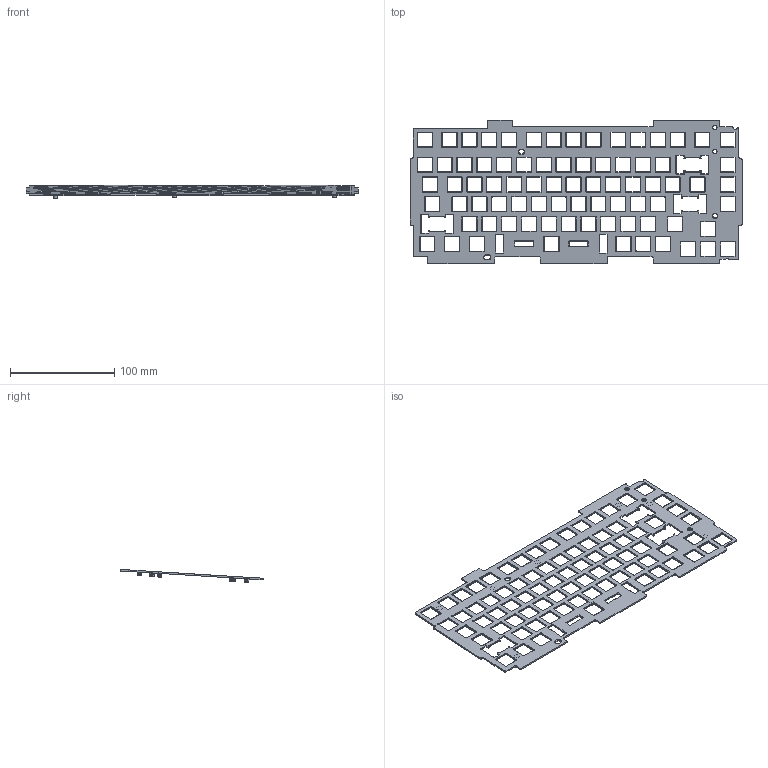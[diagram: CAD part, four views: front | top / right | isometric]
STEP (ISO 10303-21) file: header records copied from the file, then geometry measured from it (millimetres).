
FILE_DESCRIPTION((''),'2;1');
FILE_NAME('PCBA_WITH_CAPS_ASM_9_ASM_1_ASM__ASM','2024-01-29T18:08:47',('55381'),(''),'CREO PARAMETRIC BY PTC INC, 2019010','CREO PARAMETRIC BY PTC INC, 2019010','');
FILE_SCHEMA(('CONFIG_CONTROL_DESIGN','SHAPE_APPEARANCE_LAYERS_GROUPS'));
Products named in the file (3): CK8891_87KEY_2_15_24__1_4_9; ALUMINUM-STUD_1_10; PCBA_WITH_CAPS_ASM_9_ASM_1_ASM__ASM
Assembly tree (9 placements, depth 2):
  PCBA_WITH_CAPS_ASM_9_ASM_1_ASM__ASM
    CK8891_87KEY_2_15_24__1_4_9
    ALUMINUM-STUD_1_10  x8
Bounding box: 318.3 x 137.33 x 12.63 mm (x, y, z)
Volume: 35661.7 mm3; surface area: 56329.6 mm2
Topology: 9 solids, 9 shells, 1986 faces, 5142 edges, 3190 vertices
Faces by surface type: plane 915, cylinder 629, cone 394, bspline 48
Entity records: 66433 total; most frequent: CARTESIAN_POINT 11991, DIRECTION 8849, ORIENTED_EDGE 8618, EDGE_CURVE 4309, PRESENTATION_STYLE_ASSIGNMENT 4191, STYLED_ITEM 4191, CURVE_STYLE 4190, AXIS2_PLACEMENT_3D 2952
